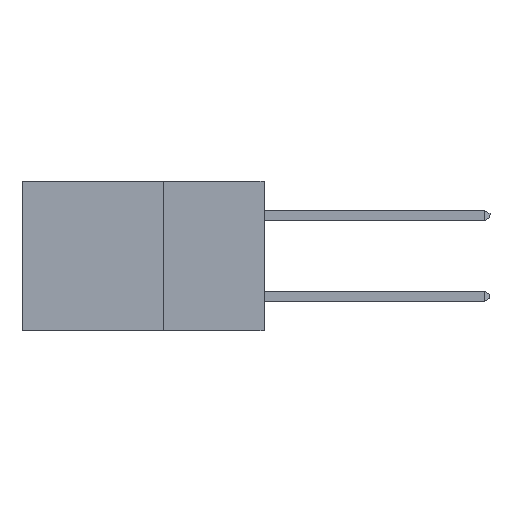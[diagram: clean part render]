
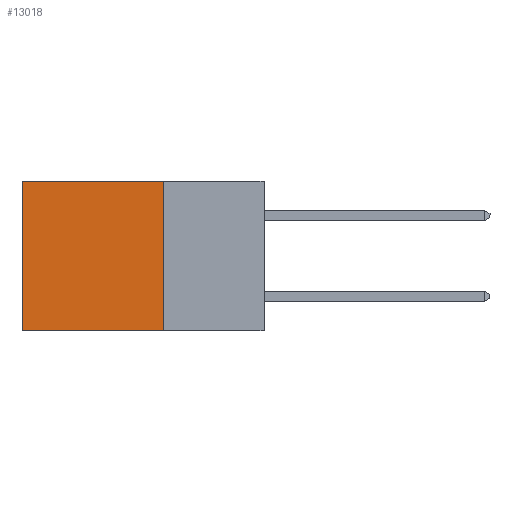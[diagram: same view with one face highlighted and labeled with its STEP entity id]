
A CAD part, left-side view. The second image highlights one B-rep face of the part: STEP entity #13018.
In plain terms, the highlighted planar face has unit normal (-1, 0, 0).
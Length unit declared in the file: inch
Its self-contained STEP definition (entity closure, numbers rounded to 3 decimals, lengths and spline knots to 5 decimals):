
#397 = ORIENTED_EDGE ( 'NONE', *, *, #2911, .F. ) ;
#514 = CARTESIAN_POINT ( 'NONE',  ( 0.298, 0.25, 0. ) ) ;
#798 = VERTEX_POINT ( 'NONE', #13123 ) ;
#891 = DIRECTION ( 'NONE',  ( 0., 0., -1. ) ) ;
#1659 = DIRECTION ( 'NONE',  ( 1., 0., 0. ) ) ;
#2079 = CARTESIAN_POINT ( 'NONE',  ( 0.298, 0.6, 0. ) ) ;
#2338 = VECTOR ( 'NONE', #891, 39.37008 ) ;
#2841 = LINE ( 'NONE', #4497, #9042 ) ;
#2911 = EDGE_CURVE ( 'NONE', #10646, #798, #11621, .T. ) ;
#2996 = ORIENTED_EDGE ( 'NONE', *, *, #9007, .F. ) ;
#3587 = VECTOR ( 'NONE', #8560, 39.37008 ) ;
#3947 = LINE ( 'NONE', #5051, #3587 ) ;
#4497 = CARTESIAN_POINT ( 'NONE',  ( 0.298, 0.25, 0. ) ) ;
#4638 = LINE ( 'NONE', #7779, #13576 ) ;
#5007 = FACE_OUTER_BOUND ( 'NONE', #6690, .T. ) ;
#5051 = CARTESIAN_POINT ( 'NONE',  ( 0.298, 0.25, -0.37 ) ) ;
#6690 = EDGE_LOOP ( 'NONE', ( #10975, #2996, #397, #13559 ) ) ;
#7779 = CARTESIAN_POINT ( 'NONE',  ( 0.298, 0.6, 0. ) ) ;
#8560 = DIRECTION ( 'NONE',  ( 0., 1., 0. ) ) ;
#8652 = PLANE ( 'NONE',  #12380 ) ;
#9007 = EDGE_CURVE ( 'NONE', #798, #9495, #3947, .T. ) ;
#9042 = VECTOR ( 'NONE', #12653, 39.37008 ) ;
#9495 = VERTEX_POINT ( 'NONE', #14058 ) ;
#9812 = DIRECTION ( 'NONE',  ( 0., 0., -1. ) ) ;
#10141 = DIRECTION ( 'NONE',  ( 0., 0., -1. ) ) ;
#10558 = EDGE_CURVE ( 'NONE', #12632, #9495, #4638, .T. ) ;
#10646 = VERTEX_POINT ( 'NONE', #13725 ) ;
#10672 = EDGE_CURVE ( 'NONE', #10646, #12632, #2841, .T. ) ;
#10975 = ORIENTED_EDGE ( 'NONE', *, *, #10558, .T. ) ;
#11489 = CARTESIAN_POINT ( 'NONE',  ( 0.298, 0.25, 0. ) ) ;
#11621 = LINE ( 'NONE', #11489, #2338 ) ;
#12380 = AXIS2_PLACEMENT_3D ( 'NONE', #514, #1659, #9812 ) ;
#12632 = VERTEX_POINT ( 'NONE', #2079 ) ;
#12653 = DIRECTION ( 'NONE',  ( 0., 1., 0. ) ) ;
#13018 = ADVANCED_FACE ( 'NONE', ( #5007 ), #8652, .F. ) ;
#13123 = CARTESIAN_POINT ( 'NONE',  ( 0.298, 0.25, -0.37 ) ) ;
#13559 = ORIENTED_EDGE ( 'NONE', *, *, #10672, .T. ) ;
#13576 = VECTOR ( 'NONE', #10141, 39.37008 ) ;
#13725 = CARTESIAN_POINT ( 'NONE',  ( 0.298, 0.25, 0. ) ) ;
#14058 = CARTESIAN_POINT ( 'NONE',  ( 0.298, 0.6, -0.37 ) ) ;
